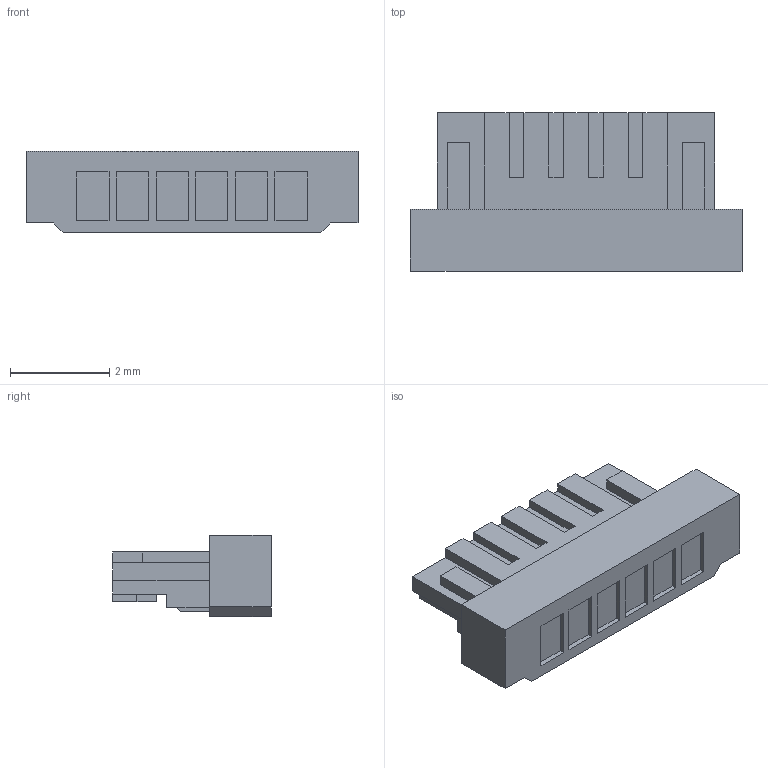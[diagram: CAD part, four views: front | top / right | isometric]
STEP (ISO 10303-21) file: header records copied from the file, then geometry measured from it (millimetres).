
FILE_DESCRIPTION(('FreeCAD Model'),'2;1');
FILE_NAME( 'Hirose_DF52-6P-0.8C.stp', '2019-06-09T16:45:10',('Author'),(''), 'Open CASCADE STEP processor 7.3','FreeCAD','Unknown');
FILE_SCHEMA(('AUTOMOTIVE_DESIGN { 1 0 10303 214 1 1 1 1 }'));
Length unit declared in the file: millimetre
Products named in the file (1): DF52-6P-0.8C
Bounding box: 6.7 x 3.2 x 1.65 mm (x, y, z)
Volume: 22.3 mm3; surface area: 78.1 mm2
Topology: 1 solids, 1 shells, 168 faces, 480 edges, 320 vertices
Faces by surface type: plane 168
Entity records: 12793 total; most frequent: CARTESIAN_POINT 1929, DIRECTION 1778, LINE 1440, VECTOR 1440, ORIENTED_EDGE 960, PCURVE 960, DEFINITIONAL_REPRESENTATION 960, EDGE_CURVE 480
